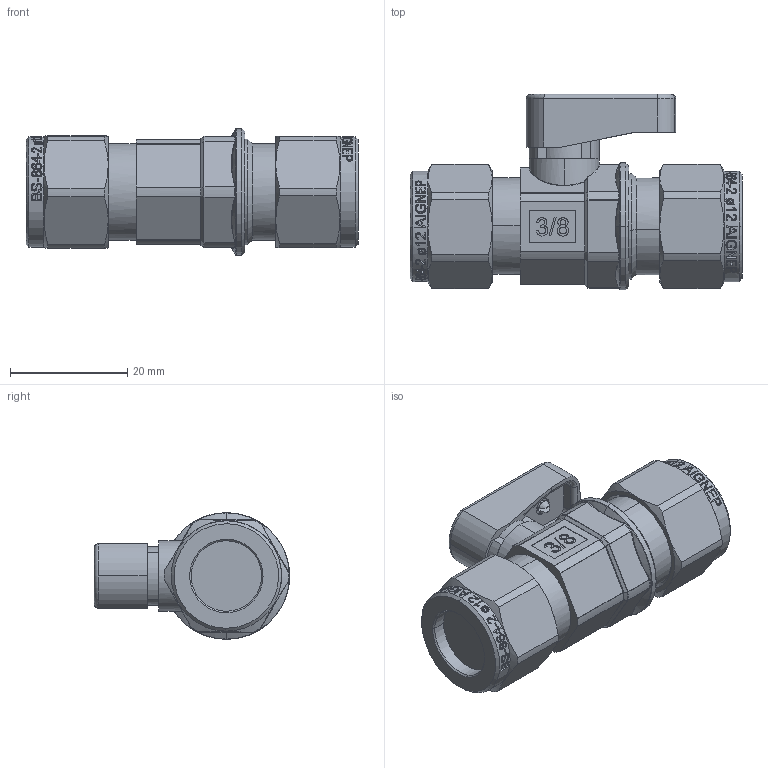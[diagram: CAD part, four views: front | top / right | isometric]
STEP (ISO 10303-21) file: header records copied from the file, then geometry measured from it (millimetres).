
FILE_DESCRIPTION (( 'STEP AP214' ), '1' );
FILE_NAME ('0645000007.step', '2012-10-02T16:34:05', ( '' ), ( '' ), 'SwSTEP 2.0', 'SolidWorks 2012', '' );
FILE_SCHEMA (( 'AUTOMOTIVE_DESIGN' ));
Length unit declared in the file: millimetre
Products named in the file (1): 0645000007
Bounding box: 56.54 x 33.3 x 21.6 mm (x, y, z)
Volume: 17681 mm3; surface area: 6412.8 mm2
Topology: 8 solids, 18 shells, 1248 faces, 3176 edges, 2029 vertices
Faces by surface type: bspline 497, plane 443, cylinder 191, cone 49, torus 46, sphere 22
Entity records: 68572 total; most frequent: CARTESIAN_POINT 42313, ORIENTED_EDGE 6320, DIRECTION 3901, EDGE_CURVE 3160, VERTEX_POINT 2029, AXIS2_PLACEMENT_3D 1385, EDGE_LOOP 1343, B_SPLINE_CURVE_WITH_KNOTS 1330
